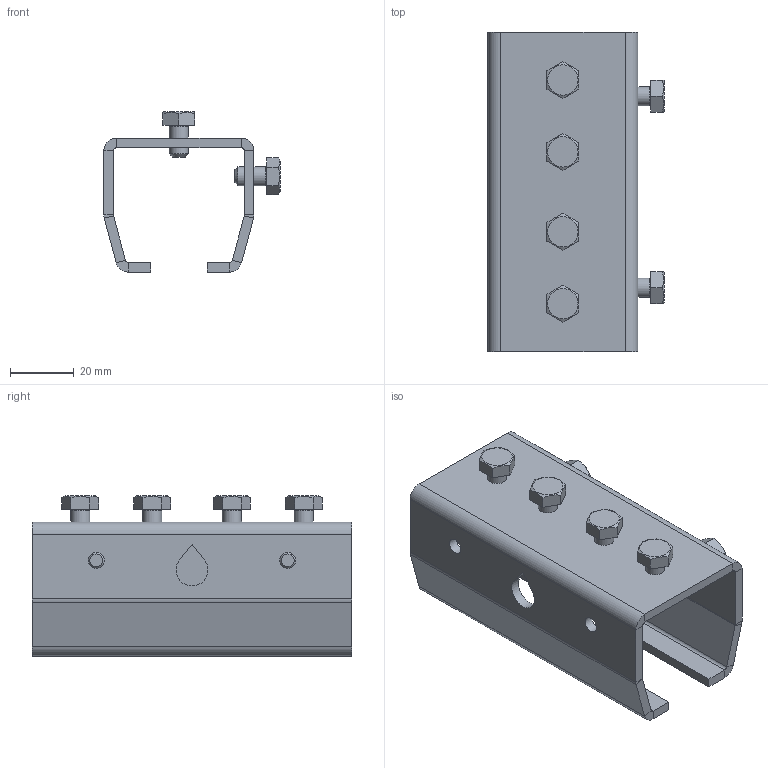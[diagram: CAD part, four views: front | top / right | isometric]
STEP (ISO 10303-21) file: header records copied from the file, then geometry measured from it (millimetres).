
FILE_DESCRIPTION(('STEP AP203'), '1');
FILE_NAME('ÐË254.RC35 Ñîåäèíèòåëü RC35', '', ('UNSPECIFIED'), ('UNSPECIFIED'), 'ASCON STEP Converter 1.3', 'ASCON Math Kernel', '');
FILE_SCHEMA(('CONFIG_CONTROL_DESIGN'));
Length unit declared in the file: millimetre
Products named in the file (1): 254.RC35 Ñîåäèíèòåëü
Bounding box: 55.2 x 100 x 50.2 mm (x, y, z)
Volume: 44166.4 mm3; surface area: 31155.6 mm2
Topology: 1 solids, 1 shells, 264 faces, 645 edges, 408 vertices
Faces by surface type: plane 162, cylinder 84, cone 12, torus 6
Full cylindrical faces by diameter (mm): 5 x2, 6 x12
Entity records: 11135 total; most frequent: CARTESIAN_POINT 2798, DIRECTION 1293, ORIENTED_EDGE 1226, EDGE_CURVE 613, AXIS2_PLACEMENT_3D 451, VERTEX_POINT 408, LINE 391, VECTOR 391
